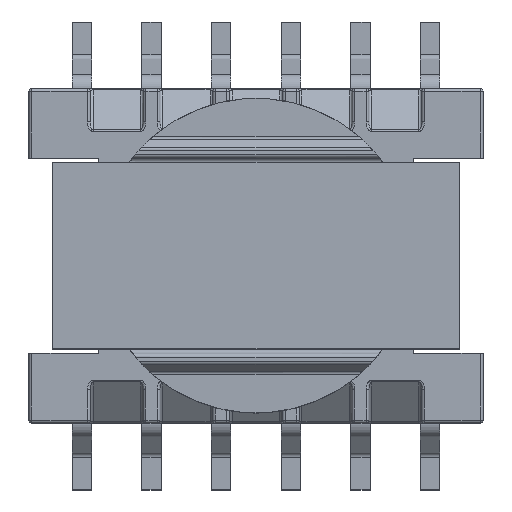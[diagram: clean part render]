
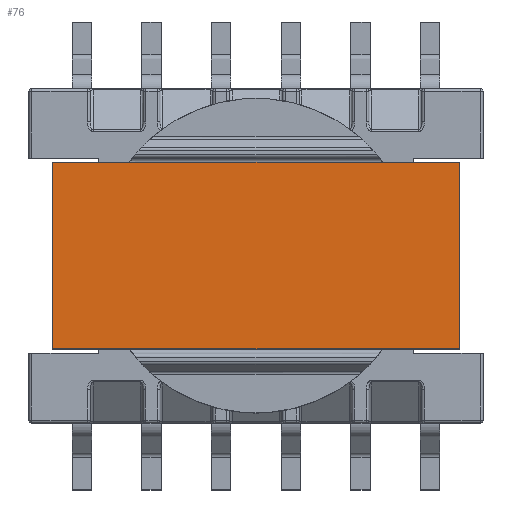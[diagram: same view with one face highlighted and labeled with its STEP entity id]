
A CAD part, top view. The second image highlights one B-rep face of the part: STEP entity #76.
In plain terms, the highlighted planar face has unit normal (0, 0, 1).
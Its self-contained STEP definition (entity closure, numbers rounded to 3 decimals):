
#76 = ADVANCED_FACE( '', ( #140 ), #141, .T. );
#140 = FACE_OUTER_BOUND( '', #202, .T. );
#141 = PLANE( '', #203 );
#202 = EDGE_LOOP( '', ( #683, #684, #685, #686 ) );
#203 = AXIS2_PLACEMENT_3D( '', #687, #688, #689 );
#683 = ORIENTED_EDGE( '', *, *, #1510, .F. );
#684 = ORIENTED_EDGE( '', *, *, #1517, .F. );
#685 = ORIENTED_EDGE( '', *, *, #1519, .T. );
#686 = ORIENTED_EDGE( '', *, *, #1497, .T. );
#687 = CARTESIAN_POINT( '', ( -7.3, -3.35, 3. ) );
#688 = DIRECTION( '', ( 0., 0., 1. ) );
#689 = DIRECTION( '', ( 1., 0., 0. ) );
#1497 = EDGE_CURVE( '', #3280, #3277, #3281, .T. );
#1510 = EDGE_CURVE( '', #3296, #3277, #3298, .T. );
#1517 = EDGE_CURVE( '', #3305, #3296, #3307, .T. );
#1519 = EDGE_CURVE( '', #3305, #3280, #3309, .T. );
#3277 = VERTEX_POINT( '', #6156 );
#3280 = VERTEX_POINT( '', #6160 );
#3281 = LINE( '', #6161, #6162 );
#3296 = VERTEX_POINT( '', #6183 );
#3298 = LINE( '', #6186, #6187 );
#3305 = VERTEX_POINT( '', #6195 );
#3307 = LINE( '', #6198, #6199 );
#3309 = LINE( '', #6201, #6202 );
#6156 = CARTESIAN_POINT( '', ( 7.3, 3.35, 3. ) );
#6160 = CARTESIAN_POINT( '', ( 7.3, -3.35, 3. ) );
#6161 = CARTESIAN_POINT( '', ( 7.3, -3.35, 3. ) );
#6162 = VECTOR( '', #7131, 1000. );
#6183 = CARTESIAN_POINT( '', ( -7.3, 3.35, 3. ) );
#6186 = CARTESIAN_POINT( '', ( -7.3, 3.35, 3. ) );
#6187 = VECTOR( '', #7145, 1000. );
#6195 = CARTESIAN_POINT( '', ( -7.3, -3.35, 3. ) );
#6198 = CARTESIAN_POINT( '', ( -7.3, -3.35, 3. ) );
#6199 = VECTOR( '', #7151, 1000. );
#6201 = CARTESIAN_POINT( '', ( -7.3, -3.35, 3. ) );
#6202 = VECTOR( '', #7152, 1000. );
#7131 = DIRECTION( '', ( 0., 1., 0. ) );
#7145 = DIRECTION( '', ( 1., 0., 0. ) );
#7151 = DIRECTION( '', ( 0., 1., 0. ) );
#7152 = DIRECTION( '', ( 1., 0., 0. ) );
